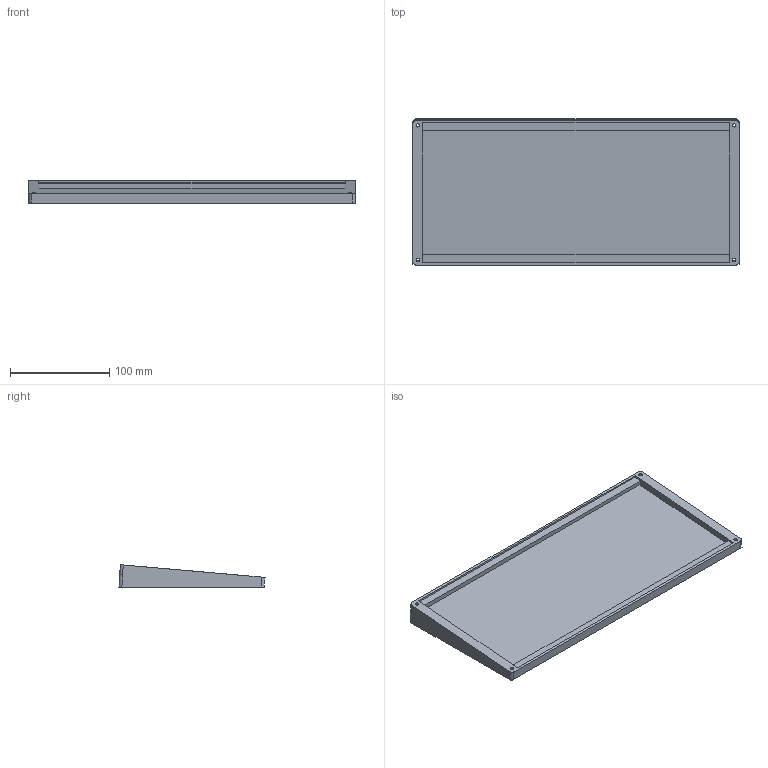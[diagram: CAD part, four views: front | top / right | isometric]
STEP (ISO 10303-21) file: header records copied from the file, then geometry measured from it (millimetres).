
FILE_DESCRIPTION(/* description */ (''),/* implementation_level */ '2;1');
FILE_NAME(/* name */ 'BOTTOM.step',/* time_stamp */ '2025-08-02T03:13:01+05:30',/* author */ (''),/* organization */ (''),/* preprocessor_version */ 'ST-DEVELOPER v20.1',/* originating_system */ 'Autodesk Translation Framework v14.10.0.0',/* authorisation */ '');
FILE_SCHEMA (('AUTOMOTIVE_DESIGN { 1 0 10303 214 3 1 1 }'));
Length unit declared in the file: millimetre
Products named in the file (1): 2025-07-30-20-00-01-551
Bounding box: 328 x 146.87 x 22.69 mm (x, y, z)
Volume: 501612 mm3; surface area: 118272 mm2
Topology: 1 solids, 1 shells, 40 faces, 95 edges, 62 vertices
Faces by surface type: plane 21, cylinder 13, torus 6
Full cylindrical faces by diameter (mm): 3.4 x4, 6 x4
Entity records: 1225 total; most frequent: DIRECTION 219, CARTESIAN_POINT 198, ORIENTED_EDGE 190, EDGE_CURVE 95, AXIS2_PLACEMENT_3D 83, VERTEX_POINT 62, LINE 53, VECTOR 53
